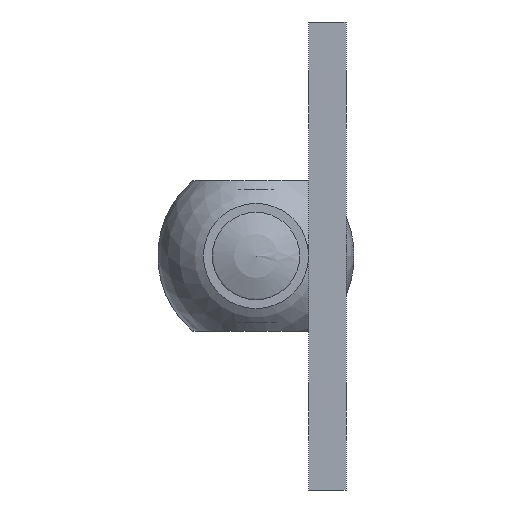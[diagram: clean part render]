
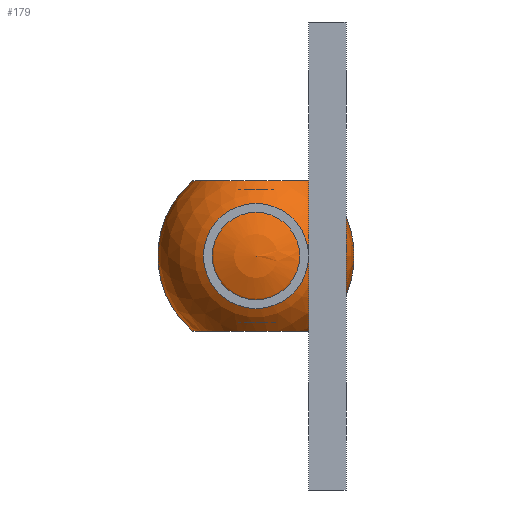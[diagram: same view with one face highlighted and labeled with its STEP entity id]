
A CAD part, front view. The second image highlights one B-rep face of the part: STEP entity #179.
In plain terms, the highlighted spherical face has radius 31.5 mm.
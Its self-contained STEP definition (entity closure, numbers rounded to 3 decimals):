
#7 = CARTESIAN_POINT ( 'NONE',  ( 20.284, 0., -24.1 ) ) ;
#46 = CIRCLE ( 'NONE', #1272, 3.4 ) ;
#99 = CARTESIAN_POINT ( 'NONE',  ( 0., 0., -24.1 ) ) ;
#115 = EDGE_CURVE ( 'NONE', #1050, #1021, #670, .T. ) ;
#143 = DIRECTION ( 'NONE',  ( 0., 0., 1. ) ) ;
#147 = CARTESIAN_POINT ( 'NONE',  ( -20.284, 0., -24.1 ) ) ;
#162 = AXIS2_PLACEMENT_3D ( 'NONE', #584, #1111, #460 ) ;
#172 = DIRECTION ( 'NONE',  ( 1., 0., 0. ) ) ;
#179 = ADVANCED_FACE ( 'NONE', ( #835 ), #871, .T. ) ;
#258 = DIRECTION ( 'NONE',  ( 0., -1., 0. ) ) ;
#273 = DIRECTION ( 'NONE',  ( 1., 0., 0. ) ) ;
#394 = CARTESIAN_POINT ( 'NONE',  ( 0., 0., 0. ) ) ;
#400 = CARTESIAN_POINT ( 'NONE',  ( 31.316, 0., 0. ) ) ;
#420 = EDGE_CURVE ( 'NONE', #794, #1361, #1537, .T. ) ;
#439 = AXIS2_PLACEMENT_3D ( 'NONE', #400, #1286, #638 ) ;
#451 = CARTESIAN_POINT ( 'NONE',  ( 31.316, 0., 3.4 ) ) ;
#460 = DIRECTION ( 'NONE',  ( 0., 0., 1. ) ) ;
#489 = CIRCLE ( 'NONE', #439, 3.4 ) ;
#524 = DIRECTION ( 'NONE',  ( 0., -1., 0. ) ) ;
#584 = CARTESIAN_POINT ( 'NONE',  ( 0., 0., 0. ) ) ;
#608 = DIRECTION ( 'NONE',  ( 0., 0., 1. ) ) ;
#620 = AXIS2_PLACEMENT_3D ( 'NONE', #1574, #929, #172 ) ;
#625 = ORIENTED_EDGE ( 'NONE', *, *, #115, .F. ) ;
#630 = EDGE_CURVE ( 'NONE', #794, #1021, #489, .T. ) ;
#638 = DIRECTION ( 'NONE',  ( 0., 0., 1. ) ) ;
#645 = CARTESIAN_POINT ( 'NONE',  ( 0., 0., 0. ) ) ;
#670 = CIRCLE ( 'NONE', #937, 31.5 ) ;
#672 = AXIS2_PLACEMENT_3D ( 'NONE', #1433, #778, #1046 ) ;
#725 = ORIENTED_EDGE ( 'NONE', *, *, #1161, .T. ) ;
#734 = ORIENTED_EDGE ( 'NONE', *, *, #1492, .T. ) ;
#761 = EDGE_CURVE ( 'NONE', #1050, #1083, #1401, .T. ) ;
#778 = DIRECTION ( 'NONE',  ( 0., 0., -1. ) ) ;
#794 = VERTEX_POINT ( 'NONE', #899 ) ;
#814 = CIRCLE ( 'NONE', #1319, 20.284 ) ;
#835 = FACE_OUTER_BOUND ( 'NONE', #1331, .T. ) ;
#852 = CARTESIAN_POINT ( 'NONE',  ( -31.316, 0., -3.4 ) ) ;
#871 = SPHERICAL_SURFACE ( 'NONE', #620, 31.5 ) ;
#874 = ORIENTED_EDGE ( 'NONE', *, *, #761, .T. ) ;
#899 = CARTESIAN_POINT ( 'NONE',  ( 31.316, 0., -3.4 ) ) ;
#929 = DIRECTION ( 'NONE',  ( 0., -1., 0. ) ) ;
#937 = AXIS2_PLACEMENT_3D ( 'NONE', #645, #1424, #143 ) ;
#990 = ORIENTED_EDGE ( 'NONE', *, *, #1366, .T. ) ;
#1021 = VERTEX_POINT ( 'NONE', #451 ) ;
#1026 = CARTESIAN_POINT ( 'NONE',  ( -31.316, 0., 0. ) ) ;
#1046 = DIRECTION ( 'NONE',  ( 0., 1., 0. ) ) ;
#1050 = VERTEX_POINT ( 'NONE', #1484 ) ;
#1075 = VERTEX_POINT ( 'NONE', #852 ) ;
#1083 = VERTEX_POINT ( 'NONE', #1596 ) ;
#1111 = DIRECTION ( 'NONE',  ( 0., 1., 0. ) ) ;
#1141 = DIRECTION ( 'NONE',  ( 0., -1., 0. ) ) ;
#1154 = CARTESIAN_POINT ( 'NONE',  ( 0., 0., 0. ) ) ;
#1159 = DIRECTION ( 'NONE',  ( 0., 0., -1. ) ) ;
#1161 = EDGE_CURVE ( 'NONE', #1381, #1361, #814, .T. ) ;
#1272 = AXIS2_PLACEMENT_3D ( 'NONE', #1026, #273, #1159 ) ;
#1286 = DIRECTION ( 'NONE',  ( -1., 0., 0. ) ) ;
#1298 = DIRECTION ( 'NONE',  ( 1., 0., 0. ) ) ;
#1319 = AXIS2_PLACEMENT_3D ( 'NONE', #99, #608, #1141 ) ;
#1325 = EDGE_CURVE ( 'NONE', #1083, #1513, #1582, .T. ) ;
#1331 = EDGE_LOOP ( 'NONE', ( #874, #1354, #990, #734, #725, #1335, #1501, #625 ) ) ;
#1335 = ORIENTED_EDGE ( 'NONE', *, *, #420, .F. ) ;
#1354 = ORIENTED_EDGE ( 'NONE', *, *, #1325, .T. ) ;
#1361 = VERTEX_POINT ( 'NONE', #7 ) ;
#1366 = EDGE_CURVE ( 'NONE', #1513, #1075, #46, .T. ) ;
#1381 = VERTEX_POINT ( 'NONE', #147 ) ;
#1389 = AXIS2_PLACEMENT_3D ( 'NONE', #394, #524, #1432 ) ;
#1401 = CIRCLE ( 'NONE', #672, 20.284 ) ;
#1422 = CARTESIAN_POINT ( 'NONE',  ( -31.316, 0., 3.4 ) ) ;
#1424 = DIRECTION ( 'NONE',  ( 0., 1., 0. ) ) ;
#1432 = DIRECTION ( 'NONE',  ( 1., 0., 0. ) ) ;
#1433 = CARTESIAN_POINT ( 'NONE',  ( 0., 0., 24.1 ) ) ;
#1459 = CIRCLE ( 'NONE', #1389, 31.5 ) ;
#1484 = CARTESIAN_POINT ( 'NONE',  ( 20.284, 0., 24.1 ) ) ;
#1492 = EDGE_CURVE ( 'NONE', #1075, #1381, #1459, .T. ) ;
#1501 = ORIENTED_EDGE ( 'NONE', *, *, #630, .T. ) ;
#1513 = VERTEX_POINT ( 'NONE', #1422 ) ;
#1537 = CIRCLE ( 'NONE', #162, 31.5 ) ;
#1551 = AXIS2_PLACEMENT_3D ( 'NONE', #1154, #258, #1298 ) ;
#1574 = CARTESIAN_POINT ( 'NONE',  ( 0., 0., 0. ) ) ;
#1582 = CIRCLE ( 'NONE', #1551, 31.5 ) ;
#1596 = CARTESIAN_POINT ( 'NONE',  ( -20.284, 0., 24.1 ) ) ;
